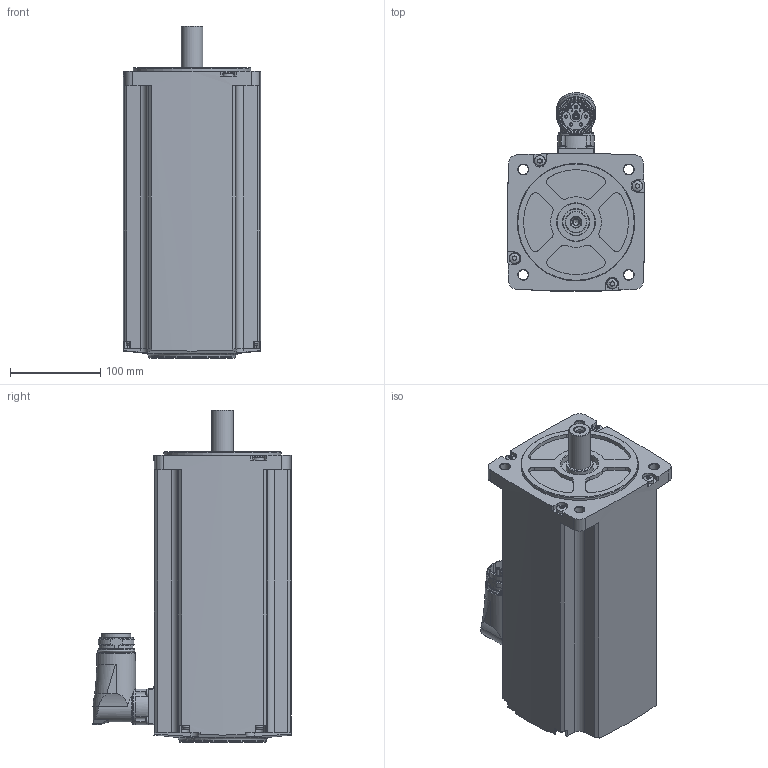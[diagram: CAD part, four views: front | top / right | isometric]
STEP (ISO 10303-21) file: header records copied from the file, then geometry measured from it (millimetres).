
FILE_DESCRIPTION(/* description */ ('STEP AP214'),/* implementation_level */ '2;1');
FILE_NAME(/* name */ '8148281_EMMT-AS-150-M-HV-R3MYB',/* time_stamp */ '2024-08-28T01:47:01+02:00',/* author */ ('License CC BY-ND 4.0'),/* organization */ ('CADENAS'),/* preprocessor_version */ 'ST-DEVELOPER v19.3',/* originating_system */ 'PARTsolutions',/* authorisation */ ' ');
FILE_SCHEMA (('AUTOMOTIVE_DESIGN {1 0 10303 214 3 1 1}'));
Length unit declared in the file: millimetre
Products named in the file (2): 8148281 EMMT-AS-150-M-HV-R3MYB---(high); 8148281 EMMT-AS-150-M-R3B---(high_h)
Assembly tree (1 placements, depth 2):
  8148281 EMMT-AS-150-M-HV-R3MYB---(high)
    8148281 EMMT-AS-150-M-R3B---(high_h)
Bounding box: 152 x 219.8 x 367.5 mm (x, y, z)
Volume: 6510584.8 mm3; surface area: 259831 mm2
Topology: 1 solids, 1 shells, 557 faces, 1428 edges, 925 vertices
Faces by surface type: cylinder 307, plane 173, torus 43, cone 34
Full cylindrical faces by diameter (mm): 0.63 x6, 0.99 x4, 2 x4, 3.6 x5, 4 x4, 4.917 x2, 5.2 x1, 6.647 x1, 7.06 x1, 8 x4, 8.4 x1, 10 x4, 11 x4, 19 x4, 24 x1, 30 x1, 30.85 x1, 32.725 x1, 39.8 x1, 40.3 x2, 42 x1, 42.8 x1, 96.45 x1, 130 x1
Entity records: 16609 total; most frequent: CARTESIAN_POINT 3458, DIRECTION 2862, ORIENTED_EDGE 2544, EDGE_CURVE 1272, AXIS2_PLACEMENT_3D 1190, VERTEX_POINT 890, FACE_BOUND 738, EDGE_LOOP 737
